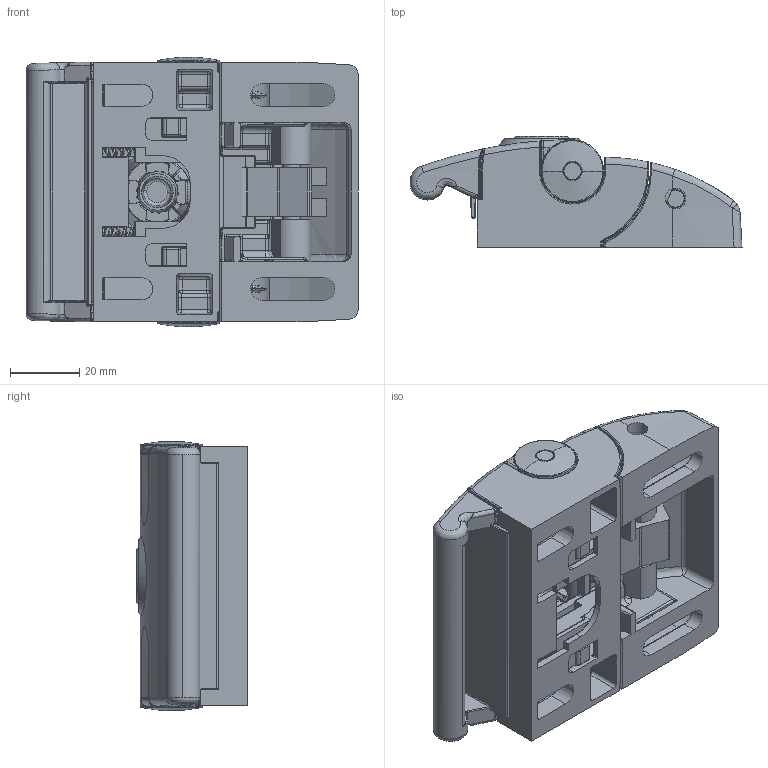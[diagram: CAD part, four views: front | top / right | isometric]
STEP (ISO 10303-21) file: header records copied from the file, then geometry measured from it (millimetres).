
FILE_DESCRIPTION (( 'STEP AP214' ), '1' );
FILE_NAME ('new products0957417.step', '2017-09-26T11:50:08', ( '' ), ( '' ), 'SwSTEP 2.0', 'SolidWorks 2017', '' );
FILE_SCHEMA (( 'AUTOMOTIVE_DESIGN' ));
Length unit declared in the file: millimetre
Products named in the file (12): 0957415R03; 0957415R02_hook; 0957415R01_0957415R01; 0957401r17_0957401r17; 0957408r09_0957408r09; 0957408R08_0957408R08; 0957408R07_0957408R07; 0957408R16_Standard; 0957408R05_Standard; 0957408R04_0957408R04; 0957408R01_0957408R01 arme verl„ngert; new products0957417
Assembly tree (15 placements, depth 2):
  new products0957417
    0957408R01_0957408R01 arme verl„ngert
    0957408R04_0957408R04
    0957408R05_Standard
    0957408R16_Standard  x2
    0957408R07_0957408R07  x2
    0957408R08_0957408R08  x2
    0957408r09_0957408r09  x2
    0957401r17_0957401r17
    0957415R01_0957415R01
    0957415R02_hook
    0957415R03
Bounding box: 96 x 32.07 x 77.81 mm (x, y, z)
Volume: 79440.9 mm3; surface area: 64329.6 mm2
Topology: 15 solids, 15 shells, 3435 faces, 8848 edges, 5190 vertices
Faces by surface type: cylinder 1173, plane 1125, bspline 636, torus 263, sphere 185, cone 53
Entity records: 112821 total; most frequent: CARTESIAN_POINT 43604, ORIENTED_EDGE 15300, DIRECTION 13786, EDGE_CURVE 7650, AXIS2_PLACEMENT_3D 5250, VERTEX_POINT 4570, LINE 3286, VECTOR 3286
